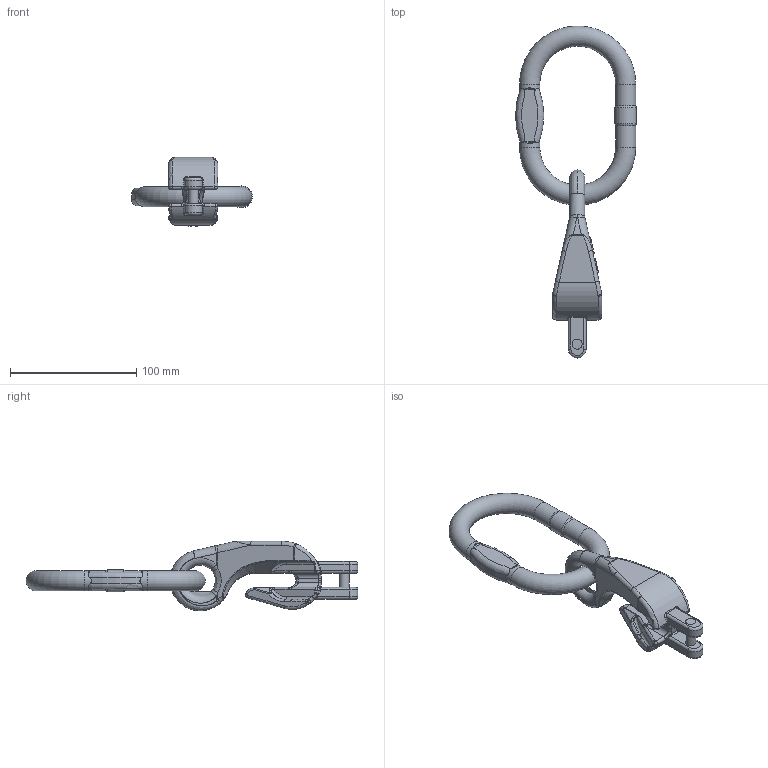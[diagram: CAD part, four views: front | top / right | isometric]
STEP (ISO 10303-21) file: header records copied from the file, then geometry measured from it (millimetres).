
FILE_DESCRIPTION(/* description */ (''),/* implementation_level */ '2;1');
FILE_NAME(/* name */ 'pewag_VXKW_1-8',/* time_stamp */ '2010-03-02T13:53:28+01:00',/* author */ (''),/* organization */ (''),/* preprocessor_version */ 'ST-DEVELOPER v9',/* originating_system */ 'UGS - NX 4.0',/* authorisation */ '');
FILE_SCHEMA (('AUTOMOTIVE_DESIGN { 1 0 10303 214 1 1 1 1 }'));
Length unit declared in the file: millimetre
Products named in the file (1): rit707Bn5as
Bounding box: 95.8 x 263 x 55 mm (x, y, z)
Volume: 159110.8 mm3; surface area: 38298 mm2
Topology: 3 solids, 3 shells, 501 faces, 1258 edges, 764 vertices
Faces by surface type: plane 133, bspline 116, cylinder 106, extrusion 93, torus 35, sphere 12, cone 6
Full cylindrical faces by diameter (mm): 8 x3, 16 x4, 17.2 x1
Entity records: 18330 total; most frequent: CARTESIAN_POINT 7530, ORIENTED_EDGE 2464, DIRECTION 1856, EDGE_CURVE 1232, VERTEX_POINT 760, AXIS2_PLACEMENT_3D 679, EDGE_LOOP 532, B_SPLINE_CURVE_WITH_KNOTS 523
